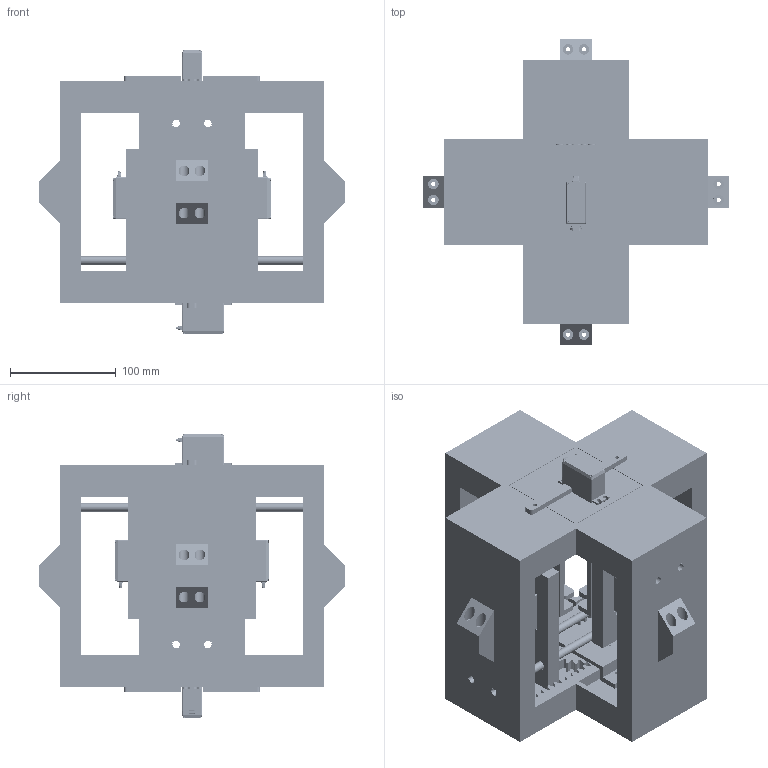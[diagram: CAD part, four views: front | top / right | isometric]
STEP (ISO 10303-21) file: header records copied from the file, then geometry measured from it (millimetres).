
FILE_DESCRIPTION(/* description */ (''),/* implementation_level */ '2;1');
FILE_NAME(/* name */ 'new_design v14.step',/* time_stamp */ '2023-03-20T21:47:30+11:00',/* author */ (''),/* organization */ (''),/* preprocessor_version */ 'ST-DEVELOPER v19.2',/* originating_system */ 'Autodesk Translation Framework v11.17.0.187',/* authorisation */ '');
FILE_SCHEMA (('AUTOMOTIVE_DESIGN { 1 0 10303 214 3 1 1 }'));
Products named in the file (23): new_design; axle; casing_test; renew; gear; casing_test_1; renew_1; gear_1; Spur Gear (24 teeth); slider; rack1; slider_1; rack1_1; servo_side_stand; slider_2; rack1_2; slider_2_1; rack1_3; servo_side_stand_2; Servo MG996R; Servo Motor MG996R; rubik_holder; bracket
Assembly tree (46 placements, depth 5):
  new_design
    axle  x4
    casing_test
      renew
        Servo MG996R
        Servo Motor MG996R
        gear
          Spur Gear (24 teeth)
    casing_test_1
      renew_1
        Servo MG996R
        Servo Motor MG996R
        gear_1
          Spur Gear (24 teeth)
    slider
      rack1
        #56198
      servo_side_stand
      Servo MG996R
      Servo Motor MG996R
      rubik_holder
    slider_1
      rack1_1
        #56198
      servo_side_stand
      Servo MG996R
      Servo Motor MG996R
      rubik_holder
    slider_2
      rack1_2
        #56198
      servo_side_stand_2
      Servo MG996R
      Servo Motor MG996R
      rubik_holder
    slider_2_1
      rack1_3
        #56198
      servo_side_stand_2
      Servo MG996R
      Servo Motor MG996R
      rubik_holder
    bracket  x2
Bounding box: 290 x 290 x 269 mm (x, y, z)
Volume: 2641484.9 mm3; surface area: 762646.5 mm2
Topology: 72 solids, 72 shells, 4470 faces, 12484 edges, 8278 vertices
Faces by surface type: plane 2318, cylinder 1558, torus 462, bspline 114, cone 18
Full cylindrical faces by diameter (mm): 1.5 x48, 2 x4, 2.5 x8, 2.533 x24, 2.671 x66, 3 x36, 3.07 x30, 4 x28, 4.9 x6, 5 x24, 5.5 x12, 6 x6, 6.5 x6, 7 x4, 8 x4, 8.2 x8, 8.75 x6, 8.8 x6, 9 x8, 10 x22, 11 x6, 13 x6
Entity records: 55973 total; most frequent: CARTESIAN_POINT 24604, ORIENTED_EDGE 6646, DIRECTION 6219, EDGE_CURVE 3323, VERTEX_POINT 2199, AXIS2_PLACEMENT_3D 2086, LINE 2047, VECTOR 2047
